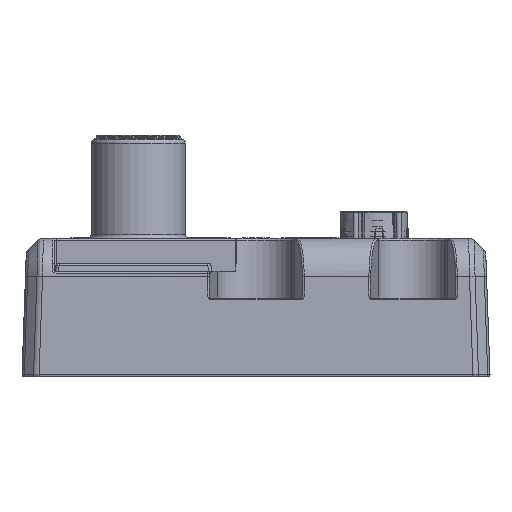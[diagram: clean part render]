
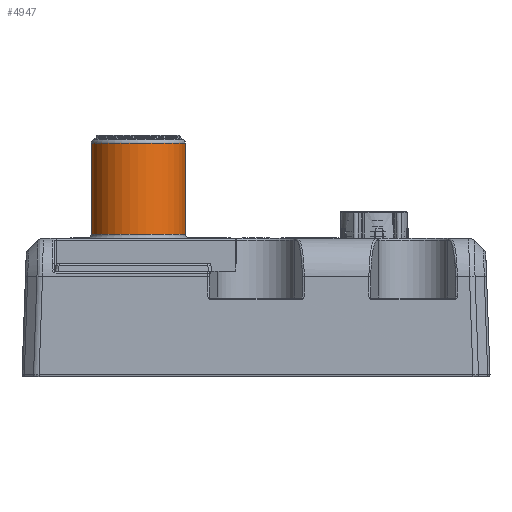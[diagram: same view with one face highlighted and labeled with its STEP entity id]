
A CAD part, front view. The second image highlights one B-rep face of the part: STEP entity #4947.
In plain terms, the highlighted cylindrical face has radius 6 mm (diameter 12 mm), a full revolution.
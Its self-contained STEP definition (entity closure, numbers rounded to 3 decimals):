
#4947 = ADVANCED_FACE( '', ( #12902, #12903 ), #12904, .T. );
#12902 = FACE_OUTER_BOUND( '', #30357, .T. );
#12903 = FACE_OUTER_BOUND( '', #30358, .T. );
#12904 = CYLINDRICAL_SURFACE( '', #30359, 6. );
#30357 = EDGE_LOOP( '', ( #64561 ) );
#30358 = EDGE_LOOP( '', ( #64562 ) );
#30359 = AXIS2_PLACEMENT_3D( '', #64563, #64564, #64565 );
#64561 = ORIENTED_EDGE( '', *, *, #91149, .T. );
#64562 = ORIENTED_EDGE( '', *, *, #91150, .T. );
#64563 = CARTESIAN_POINT( '', ( -15., -153.5, 10. ) );
#64564 = DIRECTION( '', ( 0., 0., 1. ) );
#64565 = DIRECTION( '', ( 0., -1., 0. ) );
#91149 = EDGE_CURVE( '', #104702, #104702, #104703, .T. );
#91150 = EDGE_CURVE( '', #104704, #104704, #104705, .T. );
#104702 = VERTEX_POINT( '', #127166 );
#104703 = CIRCLE( '', #127167, 6. );
#104704 = VERTEX_POINT( '', #127168 );
#104705 = CIRCLE( '', #127169, 6. );
#127166 = CARTESIAN_POINT( '', ( -21., -153.5, 0.5 ) );
#127167 = AXIS2_PLACEMENT_3D( '', #153383, #153384, #153385 );
#127168 = CARTESIAN_POINT( '', ( -15., -147.5, 12.136 ) );
#127169 = AXIS2_PLACEMENT_3D( '', #153386, #153387, #153388 );
#153383 = CARTESIAN_POINT( '', ( -15., -153.5, 0.5 ) );
#153384 = DIRECTION( '', ( 0., 0., 1. ) );
#153385 = DIRECTION( '', ( -1., 0., 0. ) );
#153386 = CARTESIAN_POINT( '', ( -15., -153.5, 12.136 ) );
#153387 = DIRECTION( '', ( 0., 0., -1. ) );
#153388 = DIRECTION( '', ( 0., 1., 0. ) );
